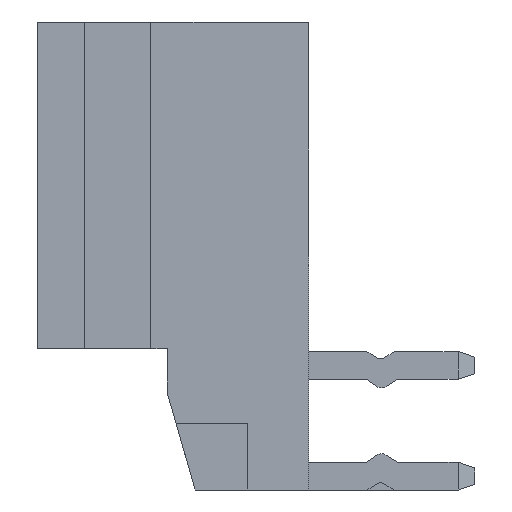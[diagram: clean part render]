
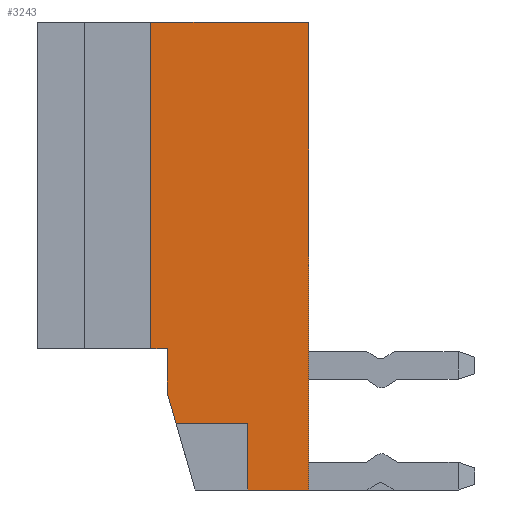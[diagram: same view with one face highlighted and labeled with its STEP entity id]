
A CAD part, left-side view. The second image highlights one B-rep face of the part: STEP entity #3243.
In plain terms, the highlighted planar face has unit normal (-1, 0, 0).
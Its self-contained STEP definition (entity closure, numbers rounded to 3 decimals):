
#2321=CARTESIAN_POINT('',(-4.25,0.4,0.));
#2322=VERTEX_POINT('',#2321);
#2329=CARTESIAN_POINT('',(-4.25,-2.45,0.));
#2330=VERTEX_POINT('',#2329);
#2331=CARTESIAN_POINT('',(-4.25,0.4,0.));
#2332=DIRECTION('',(0.,-1.,0.));
#2333=VECTOR('',#2332,2.85);
#2334=LINE('',#2331,#2333);
#2335=EDGE_CURVE('',#2322,#2330,#2334,.T.);
#3163=CARTESIAN_POINT('',(-4.25,0.4,-5.9));
#3164=VERTEX_POINT('',#3163);
#3171=CARTESIAN_POINT('',(-4.25,0.4,-5.9));
#3172=DIRECTION('',(0.,0.,1.));
#3173=VECTOR('',#3172,5.9);
#3174=LINE('',#3171,#3173);
#3175=EDGE_CURVE('',#3164,#2322,#3174,.T.);
#3180=CARTESIAN_POINT('',(-4.25,-1.025,-4.225));
#3181=DIRECTION('',(0.,0.,1.));
#3182=DIRECTION('',(-1.,0.,0.));
#3183=AXIS2_PLACEMENT_3D('',#3180,#3182,#3181);
#3184=PLANE('',#3183);
#3185=CARTESIAN_POINT('',(-4.25,-1.35,-7.25));
#3186=VERTEX_POINT('',#3185);
#3187=CARTESIAN_POINT('',(-4.25,-1.35,-8.45));
#3188=VERTEX_POINT('',#3187);
#3189=CARTESIAN_POINT('',(-4.25,-1.35,-7.25));
#3190=DIRECTION('',(0.,0.,-1.));
#3191=VECTOR('',#3190,1.2);
#3192=LINE('',#3189,#3191);
#3193=EDGE_CURVE('',#3186,#3188,#3192,.T.);
#3194=ORIENTED_EDGE('',*,*,#3193,.T.);
#3195=CARTESIAN_POINT('',(-4.25,-2.45,-8.45));
#3196=VERTEX_POINT('',#3195);
#3197=CARTESIAN_POINT('',(-4.25,-1.35,-8.45));
#3198=DIRECTION('',(0.,-1.,0.));
#3199=VECTOR('',#3198,1.1);
#3200=LINE('',#3197,#3199);
#3201=EDGE_CURVE('',#3188,#3196,#3200,.T.);
#3202=ORIENTED_EDGE('',*,*,#3201,.T.);
#3203=CARTESIAN_POINT('',(-4.25,-2.45,-8.45));
#3204=DIRECTION('',(0.,0.,1.));
#3205=VECTOR('',#3204,8.45);
#3206=LINE('',#3203,#3205);
#3207=EDGE_CURVE('',#3196,#2330,#3206,.T.);
#3208=ORIENTED_EDGE('',*,*,#3207,.T.);
#3209=ORIENTED_EDGE('',*,*,#2335,.F.);
#3210=ORIENTED_EDGE('',*,*,#3175,.F.);
#3211=CARTESIAN_POINT('',(-4.25,0.1,-5.9));
#3212=VERTEX_POINT('',#3211);
#3213=CARTESIAN_POINT('',(-4.25,0.1,-5.9));
#3214=DIRECTION('',(0.,1.,0.));
#3215=VECTOR('',#3214,0.3);
#3216=LINE('',#3213,#3215);
#3217=EDGE_CURVE('',#3212,#3164,#3216,.T.);
#3218=ORIENTED_EDGE('',*,*,#3217,.F.);
#3219=CARTESIAN_POINT('',(-4.25,0.1,-6.7));
#3220=VERTEX_POINT('',#3219);
#3221=CARTESIAN_POINT('',(-4.25,0.1,-5.9));
#3222=DIRECTION('',(0.,0.,-1.));
#3223=VECTOR('',#3222,0.8);
#3224=LINE('',#3221,#3223);
#3225=EDGE_CURVE('',#3212,#3220,#3224,.T.);
#3226=ORIENTED_EDGE('',*,*,#3225,.T.);
#3227=CARTESIAN_POINT('',(-4.25,-0.057,-7.25));
#3228=VERTEX_POINT('',#3227);
#3229=CARTESIAN_POINT('',(-4.25,0.1,-6.7));
#3230=DIRECTION('',(0.,-0.275,-0.962));
#3231=VECTOR('',#3230,0.572);
#3232=LINE('',#3229,#3231);
#3233=EDGE_CURVE('',#3220,#3228,#3232,.T.);
#3234=ORIENTED_EDGE('',*,*,#3233,.T.);
#3235=CARTESIAN_POINT('',(-4.25,-0.057,-7.25));
#3236=DIRECTION('',(0.,-1.,0.));
#3237=VECTOR('',#3236,1.293);
#3238=LINE('',#3235,#3237);
#3239=EDGE_CURVE('',#3228,#3186,#3238,.T.);
#3240=ORIENTED_EDGE('',*,*,#3239,.T.);
#3241=EDGE_LOOP('',(#3194,#3202,#3208,#3209,#3210,#3218,#3226,#3234,#3240));
#3242=FACE_OUTER_BOUND('',#3241,.T.);
#3243=ADVANCED_FACE('',(#3242),#3184,.T.);
